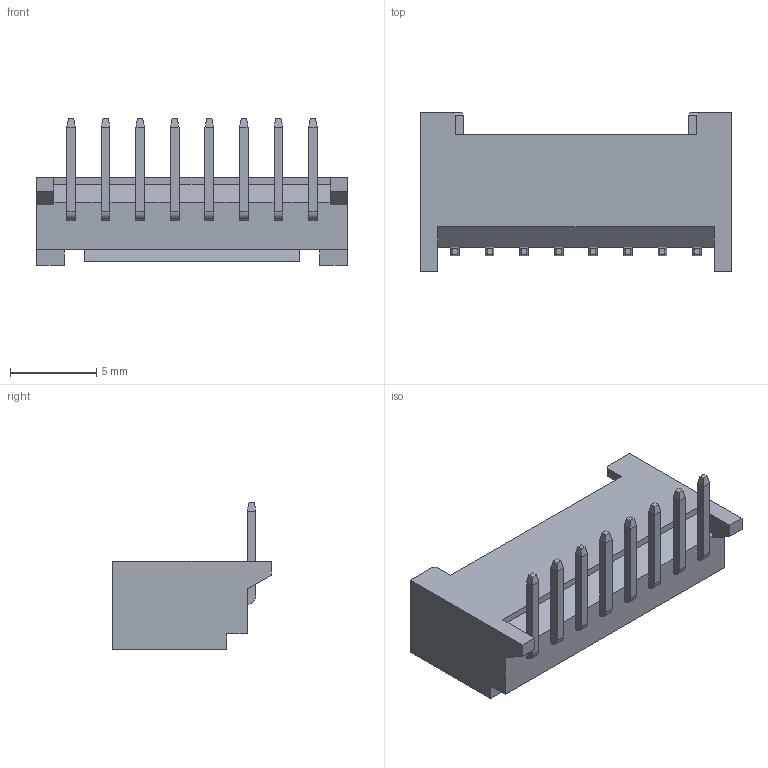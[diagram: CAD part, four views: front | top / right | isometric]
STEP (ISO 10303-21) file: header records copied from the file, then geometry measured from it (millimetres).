
FILE_DESCRIPTION( ('This file contains a STEP AP42 implementation' ,'as created by ZW3D STEP Interface translator.') ,'2;1' );
FILE_NAME( 'WF2005-WRXXXXX01.stp' ,'23 420.1415 6', (''), ('ZWCAD Software Co.'), 'Version 1.0', 'ZW3D to STEP translator', '' );
FILE_SCHEMA(('AUTOMOTIVE_DESIGN { 1 0 10303 214 1 1 1 1 }'));
Length unit declared in the file: millimetre
Products named in the file (2): 0; WF2005-WRXXXXX01
Bounding box: 17.98 x 9.2 x 8.5 mm (x, y, z)
Volume: 257.9 mm3; surface area: 819.4 mm2
Topology: 1 solids, 1 shells, 211 faces, 507 edges, 306 vertices
Faces by surface type: plane 201, cylinder 10
Entity records: 6141 total; most frequent: CARTESIAN_POINT 1025, ORIENTED_EDGE 1014, DIRECTION 951, EDGE_CURVE 507, VECTOR 487, LINE 487, VERTEX_POINT 306, AXIS2_PLACEMENT_3D 232
